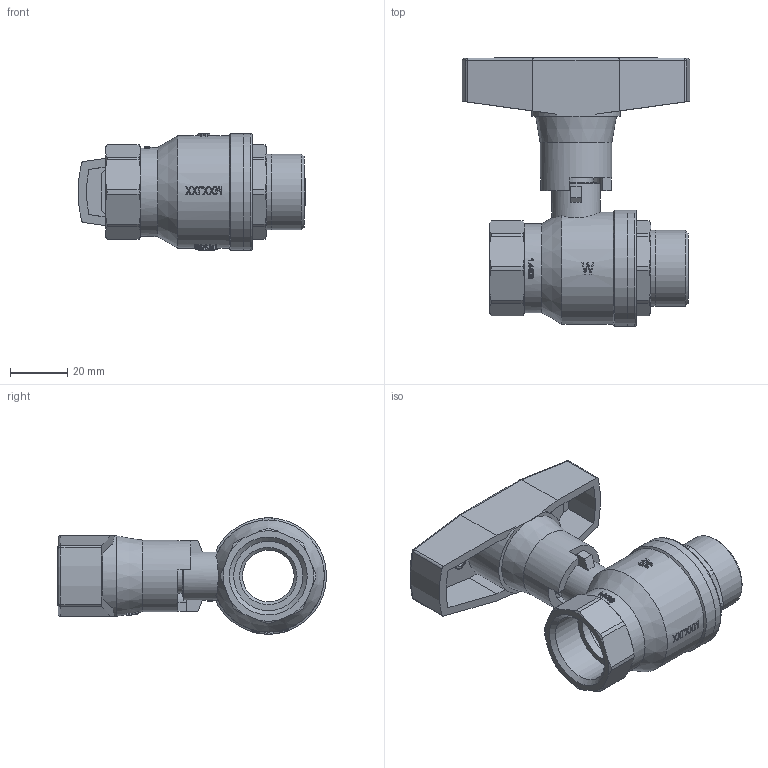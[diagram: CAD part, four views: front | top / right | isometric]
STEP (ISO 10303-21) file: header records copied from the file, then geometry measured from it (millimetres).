
FILE_DESCRIPTION(/* description */ ('Unknown','CAx-IF Rec.Pracs.---Representation and Presentation of Product Manufacturing Information (PMI)---4.0---2014-10-13','CAx-IF Rec.Pracs.---3D Tessellated Geometry---0.4---2014-09-14','2;1'),/* implementation_level */ '2;1');
FILE_NAME(/* name */ '9371-05',/* time_stamp */ '2024-02-19T11:50:28+01:00',/* author */ ('Unknown'),/* organization */ ('Unknown'),/* preprocessor_version */ 'ST-DEVELOPER v18.102',/* originating_system */ 'Solid Edge',/* authorisation */ 'Unknown');
FILE_SCHEMA (('AP242_MANAGED_MODEL_BASED_3D_ENGINEERING_MIM_LF { 1 0 10303 442 1 1 4 }'));
Length unit declared in the file: millimetre
Products named in the file (13): 9371-05; KH_oa_0; Stopfbuchse__1_2_-_3_4; Einschraubteil; Spindeldichtung__1_2_-_3_4; Dichtung_Eischraubteil-Kvrper__3_4; Kvrper; Spindel-Zusammanbau__3_4_oa_1; Spindel__3_4g; T-Griff 3_8-3_4; Abdeckkappe-3_8-1_1_2_0; Neu-T-Griff-Al-3_8-3_4-a; Befestigungsschraube-1_2-3_4
Assembly tree (12 placements, depth 4):
  9371-05
    KH_oa_0
      Stopfbuchse__1_2_-_3_4
      Einschraubteil
      Spindeldichtung__1_2_-_3_4
      Dichtung_Eischraubteil-Kvrper__3_4
      Kvrper
      Spindel-Zusammanbau__3_4_oa_1
        Spindel__3_4g
    T-Griff 3_8-3_4
      Abdeckkappe-3_8-1_1_2_0
      Neu-T-Griff-Al-3_8-3_4-a
      Befestigungsschraube-1_2-3_4
Bounding box: 79.22 x 93.65 x 40.5 mm (x, y, z)
Volume: 60980.4 mm3; surface area: 40817.4 mm2
Topology: 9 solids, 9 shells, 1130 faces, 3087 edges, 2037 vertices
Faces by surface type: plane 941, cylinder 120, cone 58, torus 5, sphere 5, bspline 1
Full cylindrical faces by diameter (mm): 3.4 x2, 5.4 x4, 8 x1, 9 x3, 9.3 x1, 11 x1, 12 x3, 12.4 x1, 12.5 x1, 14 x1, 17 x1, 18 x1, 18.1 x1, 19 x1, 20 x2, 24.117 x1, 25 x1, 26.441 x1, 26.444 x1, 27 x2, 31 x1, 32.5 x1, 34 x2, 35 x1, 37 x1, 37.2 x1, 39 x1, 40.5 x2
Entity records: 42263 total; most frequent: CARTESIAN_POINT 6909, DIRECTION 6526, ORIENTED_EDGE 5956, EDGE_CURVE 2978, AXIS2_PLACEMENT_3D 2477, VERTEX_POINT 2001, LINE 1572, VECTOR 1572
